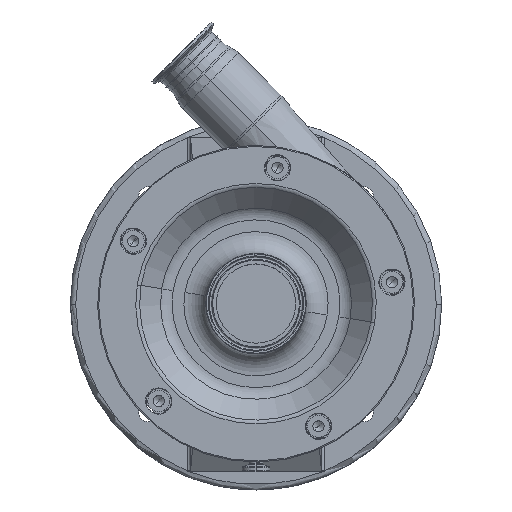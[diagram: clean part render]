
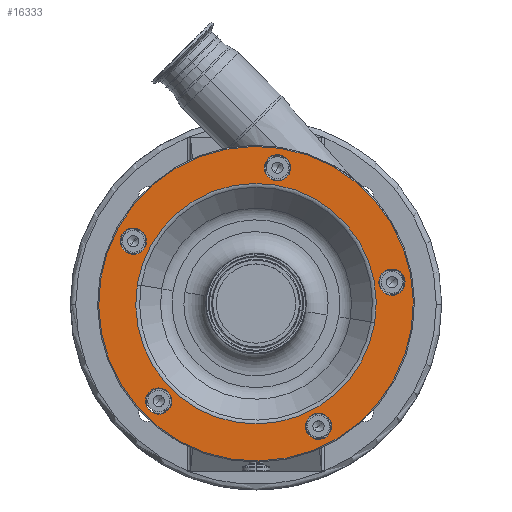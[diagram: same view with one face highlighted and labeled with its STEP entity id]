
A CAD part, top view. The second image highlights one B-rep face of the part: STEP entity #16333.
In plain terms, the highlighted planar face has unit normal (0, 0, 1).
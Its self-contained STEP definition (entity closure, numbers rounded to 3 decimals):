
#232 = CARTESIAN_POINT ( 'NONE',  ( -112.267, 57.203, 91.5 ) ) ;
#496 = CARTESIAN_POINT ( 'NONE',  ( -89.095, -89.095, 91.5 ) ) ;
#714 = EDGE_CURVE ( 'NONE', #12845, #4443, #10442, .T. ) ;
#796 = ORIENTED_EDGE ( 'NONE', *, *, #3859, .F. ) ;
#811 = FACE_BOUND ( 'NONE', #3354, .T. ) ;
#897 = CIRCLE ( 'NONE', #16546, 144. ) ;
#1202 = ORIENTED_EDGE ( 'NONE', *, *, #3556, .F. ) ;
#1375 = AXIS2_PLACEMENT_3D ( 'NONE', #11866, #9030, #4205 ) ;
#1562 = EDGE_CURVE ( 'NONE', #3923, #6930, #9140, .T. ) ;
#1782 = DIRECTION ( 'NONE',  ( 0., 0., 1. ) ) ;
#1803 = ORIENTED_EDGE ( 'NONE', *, *, #1562, .T. ) ;
#1933 = DIRECTION ( 'NONE',  ( 0., 0., 1. ) ) ;
#2178 = CARTESIAN_POINT ( 'NONE',  ( 108.716, -17.219, 91.5 ) ) ;
#2297 = VERTEX_POINT ( 'NONE', #10122 ) ;
#2302 = CARTESIAN_POINT ( 'NONE',  ( 45.351, -110.39, 91.5 ) ) ;
#2542 = FACE_BOUND ( 'NONE', #10452, .T. ) ;
#2576 = DIRECTION ( 'NONE',  ( 0.988, -0.156, 0. ) ) ;
#2908 = VERTEX_POINT ( 'NONE', #5508 ) ;
#3348 = EDGE_CURVE ( 'NONE', #12513, #13440, #19958, .T. ) ;
#3354 = EDGE_LOOP ( 'NONE', ( #10456, #14649 ) ) ;
#3556 = EDGE_CURVE ( 'NONE', #3721, #2908, #10870, .T. ) ;
#3577 = CARTESIAN_POINT ( 'NONE',  ( 142.227, -22.527, 91.5 ) ) ;
#3650 = CARTESIAN_POINT ( 'NONE',  ( 0., 0., 91.5 ) ) ;
#3719 = CARTESIAN_POINT ( 'NONE',  ( 112.596, 21.588, 91.5 ) ) ;
#3721 = VERTEX_POINT ( 'NONE', #18619 ) ;
#3859 = EDGE_CURVE ( 'NONE', #10989, #17990, #12155, .T. ) ;
#3923 = VERTEX_POINT ( 'NONE', #16550 ) ;
#3962 = AXIS2_PLACEMENT_3D ( 'NONE', #9583, #4861, #17796 ) ;
#3970 = CARTESIAN_POINT ( 'NONE',  ( 22.527, 142.227, 91.5 ) ) ;
#4017 = DIRECTION ( 'NONE',  ( 0., 0., 1. ) ) ;
#4205 = DIRECTION ( 'NONE',  ( 0.988, -0.156, 0. ) ) ;
#4373 = ORIENTED_EDGE ( 'NONE', *, *, #3348, .F. ) ;
#4443 = VERTEX_POINT ( 'NONE', #18872 ) ;
#4676 = CARTESIAN_POINT ( 'NONE',  ( 124.449, 19.711, 91.5 ) ) ;
#4705 = CARTESIAN_POINT ( 'NONE',  ( 136.301, 17.834, 91.5 ) ) ;
#4861 = DIRECTION ( 'NONE',  ( 0., 0., 1. ) ) ;
#4972 = DIRECTION ( 'NONE',  ( 0.988, -0.156, 0. ) ) ;
#4988 = CARTESIAN_POINT ( 'NONE',  ( -100.415, 55.326, 91.5 ) ) ;
#5133 = EDGE_CURVE ( 'NONE', #17990, #10989, #14857, .T. ) ;
#5140 = DIRECTION ( 'NONE',  ( 0.988, -0.156, 0. ) ) ;
#5312 = FACE_BOUND ( 'NONE', #18073, .T. ) ;
#5381 = DIRECTION ( 'NONE',  ( 0., 0., 1. ) ) ;
#5508 = CARTESIAN_POINT ( 'NONE',  ( -77.243, -90.973, 91.5 ) ) ;
#5652 = DIRECTION ( 'NONE',  ( 0.988, -0.156, 0. ) ) ;
#6023 = EDGE_CURVE ( 'NONE', #4443, #12845, #10016, .T. ) ;
#6155 = EDGE_CURVE ( 'NONE', #2297, #14734, #14571, .T. ) ;
#6298 = DIRECTION ( 'NONE',  ( 0.988, -0.156, 0. ) ) ;
#6378 = AXIS2_PLACEMENT_3D ( 'NONE', #3970, #7041, #13378 ) ;
#6432 = DIRECTION ( 'NONE',  ( 0.988, -0.156, 0. ) ) ;
#6584 = CARTESIAN_POINT ( 'NONE',  ( -124.119, 59.08, 91.5 ) ) ;
#6588 = AXIS2_PLACEMENT_3D ( 'NONE', #6634, #14415, #6736 ) ;
#6634 = CARTESIAN_POINT ( 'NONE',  ( 57.203, -112.267, 91.5 ) ) ;
#6643 = EDGE_CURVE ( 'NONE', #6930, #3923, #897, .T. ) ;
#6736 = DIRECTION ( 'NONE',  ( 0.988, -0.156, 0. ) ) ;
#6841 = PLANE ( 'NONE',  #6378 ) ;
#6930 = VERTEX_POINT ( 'NONE', #3577 ) ;
#6957 = ORIENTED_EDGE ( 'NONE', *, *, #15263, .F. ) ;
#7028 = ORIENTED_EDGE ( 'NONE', *, *, #714, .F. ) ;
#7041 = DIRECTION ( 'NONE',  ( 0., 0., -1. ) ) ;
#7062 = EDGE_LOOP ( 'NONE', ( #16124, #19436 ) ) ;
#7266 = EDGE_CURVE ( 'NONE', #14734, #2297, #17847, .T. ) ;
#7486 = CARTESIAN_POINT ( 'NONE',  ( 57.203, -112.267, 91.5 ) ) ;
#7628 = DIRECTION ( 'NONE',  ( 0.988, -0.156, 0. ) ) ;
#7754 = AXIS2_PLACEMENT_3D ( 'NONE', #3650, #16329, #8080 ) ;
#7838 = EDGE_LOOP ( 'NONE', ( #12216, #1803 ) ) ;
#8053 = CARTESIAN_POINT ( 'NONE',  ( 0., 0., 91.5 ) ) ;
#8080 = DIRECTION ( 'NONE',  ( 0.988, -0.156, 0. ) ) ;
#8723 = AXIS2_PLACEMENT_3D ( 'NONE', #12220, #18449, #7628 ) ;
#8808 = FACE_OUTER_BOUND ( 'NONE', #7838, .T. ) ;
#9030 = DIRECTION ( 'NONE',  ( 0., 0., 1. ) ) ;
#9140 = CIRCLE ( 'NONE', #14642, 144. ) ;
#9583 = CARTESIAN_POINT ( 'NONE',  ( -112.267, 57.203, 91.5 ) ) ;
#9676 = AXIS2_PLACEMENT_3D ( 'NONE', #7486, #15742, #2576 ) ;
#9790 = DIRECTION ( 'NONE',  ( 0., 0., 1. ) ) ;
#9863 = ORIENTED_EDGE ( 'NONE', *, *, #16295, .F. ) ;
#9993 = AXIS2_PLACEMENT_3D ( 'NONE', #232, #1933, #6432 ) ;
#10016 = CIRCLE ( 'NONE', #17820, 12. ) ;
#10026 = FACE_BOUND ( 'NONE', #15377, .T. ) ;
#10122 = CARTESIAN_POINT ( 'NONE',  ( -108.716, 17.219, 91.5 ) ) ;
#10328 = FACE_BOUND ( 'NONE', #7062, .T. ) ;
#10442 = CIRCLE ( 'NONE', #13033, 12. ) ;
#10452 = EDGE_LOOP ( 'NONE', ( #15171, #796 ) ) ;
#10456 = ORIENTED_EDGE ( 'NONE', *, *, #18587, .F. ) ;
#10651 = CARTESIAN_POINT ( 'NONE',  ( 31.563, 122.572, 91.5 ) ) ;
#10870 = CIRCLE ( 'NONE', #1375, 12. ) ;
#10977 = VERTEX_POINT ( 'NONE', #3719 ) ;
#10989 = VERTEX_POINT ( 'NONE', #2302 ) ;
#11063 = AXIS2_PLACEMENT_3D ( 'NONE', #4676, #9790, #6298 ) ;
#11262 = AXIS2_PLACEMENT_3D ( 'NONE', #496, #15083, #14873 ) ;
#11618 = DIRECTION ( 'NONE',  ( 0.988, -0.156, 0. ) ) ;
#11818 = CARTESIAN_POINT ( 'NONE',  ( 19.711, 124.449, 91.5 ) ) ;
#11866 = CARTESIAN_POINT ( 'NONE',  ( -89.095, -89.095, 91.5 ) ) ;
#12155 = CIRCLE ( 'NONE', #6588, 12. ) ;
#12216 = ORIENTED_EDGE ( 'NONE', *, *, #6643, .T. ) ;
#12220 = CARTESIAN_POINT ( 'NONE',  ( 0., 0., 91.5 ) ) ;
#12513 = VERTEX_POINT ( 'NONE', #4988 ) ;
#12845 = VERTEX_POINT ( 'NONE', #10651 ) ;
#13033 = AXIS2_PLACEMENT_3D ( 'NONE', #13914, #18512, #16987 ) ;
#13378 = DIRECTION ( 'NONE',  ( -0.988, 0.156, 0. ) ) ;
#13440 = VERTEX_POINT ( 'NONE', #6584 ) ;
#13914 = CARTESIAN_POINT ( 'NONE',  ( 19.711, 124.449, 91.5 ) ) ;
#14106 = VERTEX_POINT ( 'NONE', #4705 ) ;
#14415 = DIRECTION ( 'NONE',  ( 0., 0., 1. ) ) ;
#14553 = CIRCLE ( 'NONE', #9993, 12. ) ;
#14571 = CIRCLE ( 'NONE', #8723, 110.071 ) ;
#14642 = AXIS2_PLACEMENT_3D ( 'NONE', #8053, #1782, #4972 ) ;
#14649 = ORIENTED_EDGE ( 'NONE', *, *, #16806, .F. ) ;
#14734 = VERTEX_POINT ( 'NONE', #2178 ) ;
#14800 = FACE_BOUND ( 'NONE', #17370, .T. ) ;
#14851 = CARTESIAN_POINT ( 'NONE',  ( 124.449, 19.711, 91.5 ) ) ;
#14857 = CIRCLE ( 'NONE', #9676, 12. ) ;
#14873 = DIRECTION ( 'NONE',  ( 0.988, -0.156, 0. ) ) ;
#15083 = DIRECTION ( 'NONE',  ( 0., 0., 1. ) ) ;
#15171 = ORIENTED_EDGE ( 'NONE', *, *, #5133, .F. ) ;
#15263 = EDGE_CURVE ( 'NONE', #2908, #3721, #17466, .T. ) ;
#15377 = EDGE_LOOP ( 'NONE', ( #4373, #9863 ) ) ;
#15742 = DIRECTION ( 'NONE',  ( 0., 0., 1. ) ) ;
#15891 = CARTESIAN_POINT ( 'NONE',  ( 69.055, -114.144, 91.5 ) ) ;
#16124 = ORIENTED_EDGE ( 'NONE', *, *, #7266, .F. ) ;
#16295 = EDGE_CURVE ( 'NONE', #13440, #12513, #14553, .T. ) ;
#16329 = DIRECTION ( 'NONE',  ( 0., 0., 1. ) ) ;
#16333 = ADVANCED_FACE ( 'NONE', ( #811, #2542, #14800, #5312, #10328, #8808, #10026 ), #6841, .F. ) ;
#16546 = AXIS2_PLACEMENT_3D ( 'NONE', #19144, #19349, #5140 ) ;
#16550 = CARTESIAN_POINT ( 'NONE',  ( -142.227, 22.527, 91.5 ) ) ;
#16643 = ORIENTED_EDGE ( 'NONE', *, *, #6023, .F. ) ;
#16806 = EDGE_CURVE ( 'NONE', #10977, #14106, #19793, .T. ) ;
#16844 = AXIS2_PLACEMENT_3D ( 'NONE', #14851, #4017, #5652 ) ;
#16987 = DIRECTION ( 'NONE',  ( 0.988, -0.156, 0. ) ) ;
#17370 = EDGE_LOOP ( 'NONE', ( #6957, #1202 ) ) ;
#17466 = CIRCLE ( 'NONE', #11262, 12. ) ;
#17796 = DIRECTION ( 'NONE',  ( 0.988, -0.156, 0. ) ) ;
#17820 = AXIS2_PLACEMENT_3D ( 'NONE', #11818, #5381, #11618 ) ;
#17847 = CIRCLE ( 'NONE', #7754, 110.071 ) ;
#17888 = CIRCLE ( 'NONE', #11063, 12. ) ;
#17990 = VERTEX_POINT ( 'NONE', #15891 ) ;
#18073 = EDGE_LOOP ( 'NONE', ( #7028, #16643 ) ) ;
#18449 = DIRECTION ( 'NONE',  ( 0., 0., 1. ) ) ;
#18512 = DIRECTION ( 'NONE',  ( 0., 0., 1. ) ) ;
#18587 = EDGE_CURVE ( 'NONE', #14106, #10977, #17888, .T. ) ;
#18619 = CARTESIAN_POINT ( 'NONE',  ( -100.948, -87.218, 91.5 ) ) ;
#18872 = CARTESIAN_POINT ( 'NONE',  ( 7.858, 126.326, 91.5 ) ) ;
#19144 = CARTESIAN_POINT ( 'NONE',  ( 0., 0., 91.5 ) ) ;
#19349 = DIRECTION ( 'NONE',  ( 0., 0., 1. ) ) ;
#19436 = ORIENTED_EDGE ( 'NONE', *, *, #6155, .F. ) ;
#19793 = CIRCLE ( 'NONE', #16844, 12. ) ;
#19958 = CIRCLE ( 'NONE', #3962, 12. ) ;
